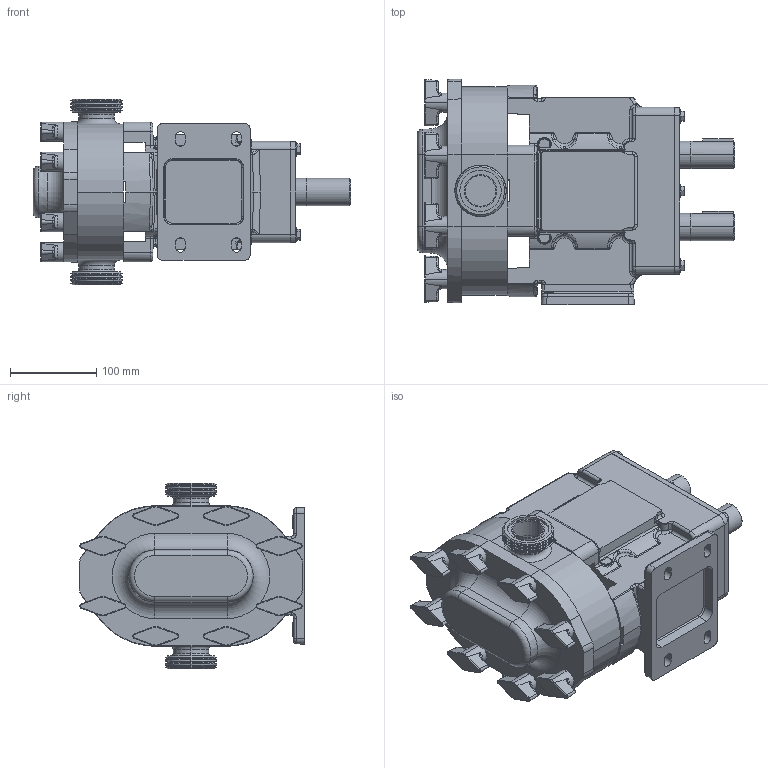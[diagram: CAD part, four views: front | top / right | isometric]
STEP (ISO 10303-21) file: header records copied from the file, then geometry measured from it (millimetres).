
FILE_DESCRIPTION (( 'STEP AP214' ), '1' );
FILE_NAME ('TRA10-0300-031.STEP', '2024-03-26T18:21:35', ( '' ), ( '' ), 'SwSTEP 2.0', 'SolidWorks 2022', '' );
FILE_SCHEMA (( 'AUTOMOTIVE_DESIGN' ));
Length unit declared in the file: inch
Products named in the file (5): TRA10-0300-GEARBOX-H; TRA10-0300-031; TRA10-0300-BODY; 0300SMS15; TRA10-0300-COVER-STD
Assembly tree (5 placements, depth 2):
  TRA10-0300-031
    TRA10-0300-GEARBOX-H
    TRA10-0300-BODY
    TRA10-0300-COVER-STD
    0300SMS15  x2
Bounding box: 368.81 x 262.34 x 215.8 mm (x, y, z)
Volume: 7572416 mm3; surface area: 488160.6 mm2
Topology: 5 solids, 5 shells, 1146 faces, 2813 edges, 1680 vertices
Faces by surface type: cylinder 353, plane 287, bspline 236, torus 160, cone 96, sphere 14
Entity records: 42634 total; most frequent: CARTESIAN_POINT 18891, ORIENTED_EDGE 5362, DIRECTION 4486, EDGE_CURVE 2681, AXIS2_PLACEMENT_3D 1781, VERTEX_POINT 1624, EDGE_LOOP 1143, FACE_OUTER_BOUND 1099
